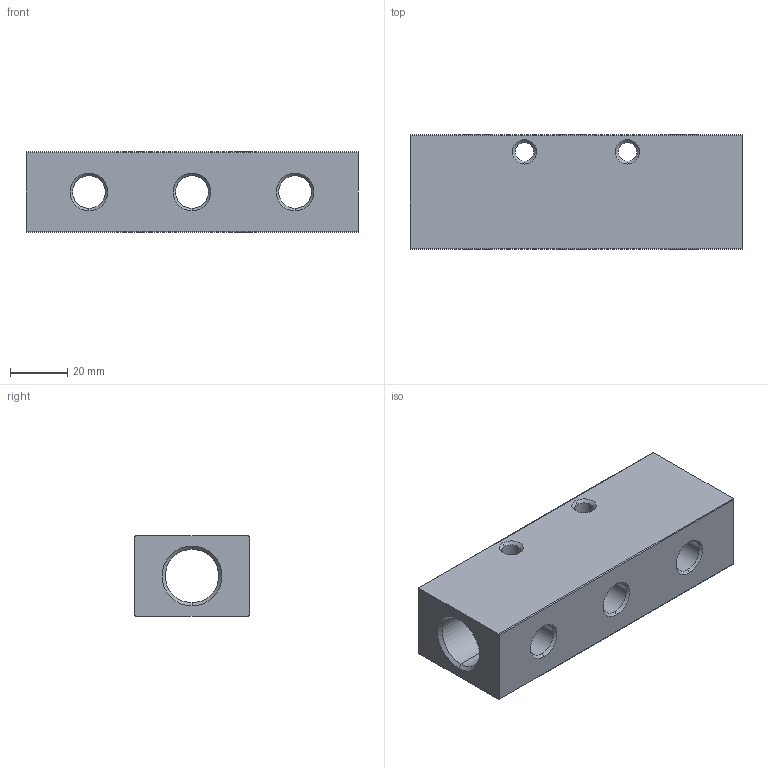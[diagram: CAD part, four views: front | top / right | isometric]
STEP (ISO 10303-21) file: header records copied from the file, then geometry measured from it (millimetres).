
FILE_DESCRIPTION(('STEP AP214'),'1');
FILE_NAME('3313_13_21_03.stp','2016-07-07T14:26:19',('TraceParts'),('TraceParts S.A.'),'Spatial InterOp 3D',' ',' ');
FILE_SCHEMA(('automotive_design'));
Length unit declared in the file: millimetre
Products named in the file (1): Solide1
Bounding box: 116 x 40 x 28 mm (x, y, z)
Volume: 89336.2 mm3; surface area: 26231.7 mm2
Topology: 1 solids, 1 shells, 52 faces, 156 edges, 106 vertices
Faces by surface type: cone 24, cylinder 22, plane 6
Entity records: 2476 total; most frequent: CARTESIAN_POINT 525, DIRECTION 336, ORIENTED_EDGE 312, EDGE_CURVE 156, AXIS2_PLACEMENT_3D 139, VERTEX_POINT 106, CIRCLE 86, EDGE_LOOP 70
